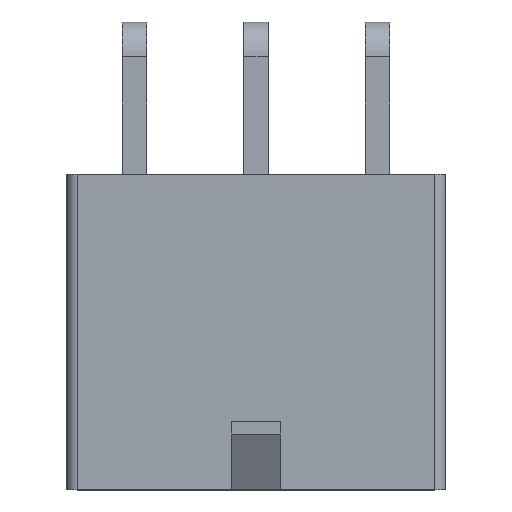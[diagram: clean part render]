
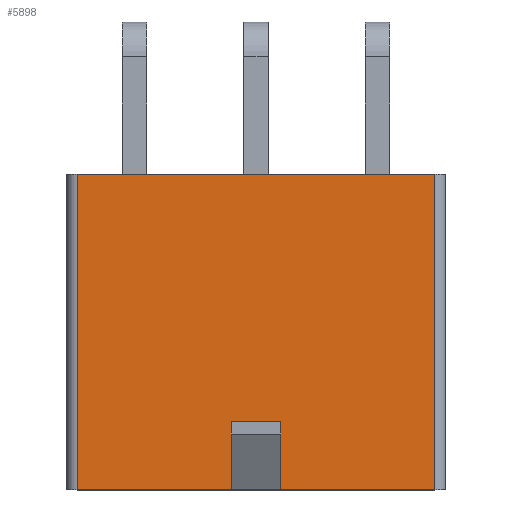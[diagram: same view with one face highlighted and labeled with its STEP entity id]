
A CAD part, top view. The second image highlights one B-rep face of the part: STEP entity #5898.
In plain terms, the highlighted face is planar.
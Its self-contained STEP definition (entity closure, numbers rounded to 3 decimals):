
#148=ORIENTED_EDGE('',*,*,#1864,.F.);
#149=ORIENTED_EDGE('',*,*,#1865,.T.);
#150=ORIENTED_EDGE('',*,*,#1866,.T.);
#151=ORIENTED_EDGE('',*,*,#1867,.T.);
#152=ORIENTED_EDGE('',*,*,#1868,.F.);
#153=ORIENTED_EDGE('',*,*,#1869,.T.);
#154=ORIENTED_EDGE('',*,*,#1870,.F.);
#155=ORIENTED_EDGE('',*,*,#1871,.F.);
#1864=EDGE_CURVE('',#2722,#2723,#3260,.T.);
#1865=EDGE_CURVE('',#2722,#2724,#3261,.T.);
#1866=EDGE_CURVE('',#2724,#2725,#3262,.T.);
#1867=EDGE_CURVE('',#2725,#2726,#3263,.F.);
#1868=EDGE_CURVE('',#2727,#2726,#3264,.T.);
#1869=EDGE_CURVE('',#2727,#2728,#3265,.T.);
#1870=EDGE_CURVE('',#2729,#2728,#3266,.T.);
#1871=EDGE_CURVE('',#2723,#2729,#3267,.T.);
#2722=VERTEX_POINT('',#8316);
#2723=VERTEX_POINT('',#8317);
#2724=VERTEX_POINT('',#8319);
#2725=VERTEX_POINT('',#8321);
#2726=VERTEX_POINT('',#8323);
#2727=VERTEX_POINT('',#8325);
#2728=VERTEX_POINT('',#8327);
#2729=VERTEX_POINT('',#8329);
#3260=LINE('',#8315,#4054);
#3261=LINE('',#8318,#4055);
#3262=LINE('',#8320,#4056);
#3263=LINE('',#8322,#4057);
#3264=LINE('',#8324,#4058);
#3265=LINE('',#8326,#4059);
#3266=LINE('',#8328,#4060);
#3267=LINE('',#8330,#4061);
#4054=VECTOR('',#6695,1000.);
#4055=VECTOR('',#6696,1000.);
#4056=VECTOR('',#6697,1000.);
#4057=VECTOR('',#6698,1000.);
#4058=VECTOR('',#6699,1000.);
#4059=VECTOR('',#6700,1000.);
#4060=VECTOR('',#6701,1000.);
#4061=VECTOR('',#6702,1000.);
#4848=EDGE_LOOP('',(#148,#149,#150,#151,#152,#153,#154,#155));
#5218=FACE_BOUND('',#4848,.T.);
#5588=PLANE('',#6278);
#5898=ADVANCED_FACE('',(#5218),#5588,.T.);
#6278=AXIS2_PLACEMENT_3D('',#8314,#6693,#6694);
#6693=DIRECTION('',(1.,0.,0.));
#6694=DIRECTION('',(0.,0.,-1.));
#6695=DIRECTION('',(0.,1.,0.));
#6696=DIRECTION('',(0.,0.,-1.));
#6697=DIRECTION('',(0.,1.,0.));
#6698=DIRECTION('',(0.,0.,-1.));
#6699=DIRECTION('',(0.,1.,0.));
#6700=DIRECTION('',(0.,0.,-1.));
#6701=DIRECTION('',(0.,1.,0.));
#6702=DIRECTION('',(0.,0.,-1.));
#8314=CARTESIAN_POINT('',(6.24,-8.875,7.4));
#8315=CARTESIAN_POINT('',(6.24,-8.875,7.4));
#8316=CARTESIAN_POINT('',(6.24,-8.375,7.4));
#8317=CARTESIAN_POINT('',(6.24,-1.15,7.4));
#8318=CARTESIAN_POINT('',(6.24,-8.375,-7.4));
#8319=CARTESIAN_POINT('',(6.24,-8.375,-7.4));
#8320=CARTESIAN_POINT('',(6.24,-8.875,-7.4));
#8321=CARTESIAN_POINT('',(6.24,8.375,-7.4));
#8322=CARTESIAN_POINT('',(6.24,8.375,7.4));
#8323=CARTESIAN_POINT('',(6.24,8.375,7.4));
#8324=CARTESIAN_POINT('',(6.24,-8.875,7.4));
#8325=CARTESIAN_POINT('',(6.24,1.15,7.4));
#8326=CARTESIAN_POINT('',(6.24,1.15,7.4));
#8327=CARTESIAN_POINT('',(6.24,1.15,4.351));
#8328=CARTESIAN_POINT('',(6.24,-1.15,4.351));
#8329=CARTESIAN_POINT('',(6.24,-1.15,4.351));
#8330=CARTESIAN_POINT('',(6.24,-1.15,7.4));
